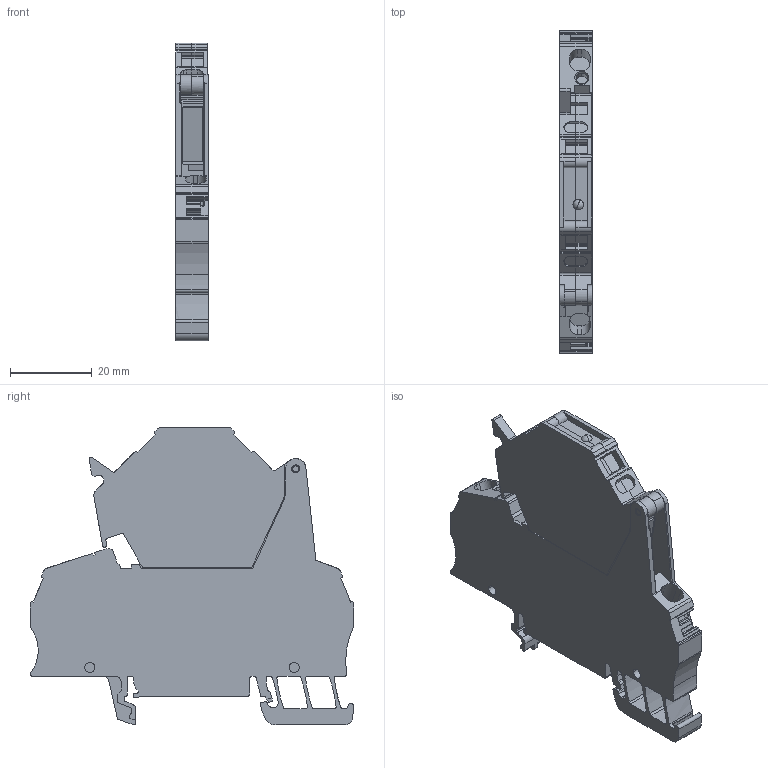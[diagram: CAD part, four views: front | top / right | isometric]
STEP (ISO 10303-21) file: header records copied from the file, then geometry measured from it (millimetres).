
FILE_DESCRIPTION(('CATIA V5R22 STEP214','CAx-IF Rec.Pracs.--- Model Styling and Organization---1.4--- 2014-01-23'),'2;1');
FILE_NAME ('090156-2_0', '2023-02-28T09:30:15+00:00', ('Weidmueller Interface'), ('Weidmueller'), 'CATIA Version 5-6 Release 2016 SP3 HF44', 'CATIA V5 STEP AP214', 'none');
FILE_SCHEMA(('AUTOMOTIVE_DESIGN { 1 0 10303 214 1 1 1 1 }'));
Length unit declared in the file: millimetre
Products named in the file (1): 1315880000
Bounding box: 7.9 x 79.05 x 72.85 mm (x, y, z)
Volume: 27474.9 mm3; surface area: 17095.8 mm2
Topology: 4 solids, 4 shells, 607 faces, 1778 edges, 1185 vertices
Faces by surface type: plane 377, cylinder 214, torus 6, sphere 4, bspline 4, cone 2
Entity records: 20136 total; most frequent: CARTESIAN_POINT 4372, ORIENTED_EDGE 3548, DIRECTION 2783, EDGE_CURVE 1774, VECTOR 1292, LINE 1292, VERTEX_POINT 1185, AXIS2_PLACEMENT_3D 942
